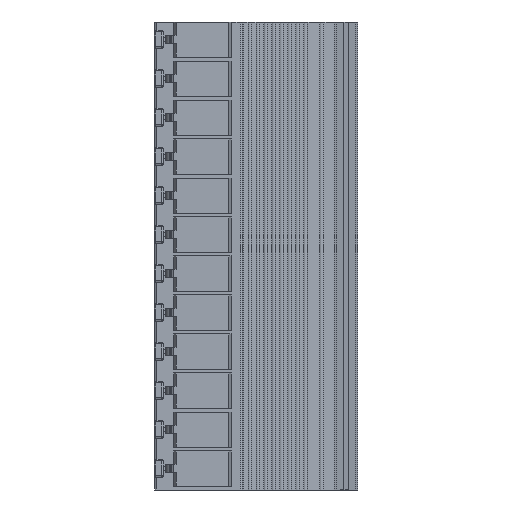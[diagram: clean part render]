
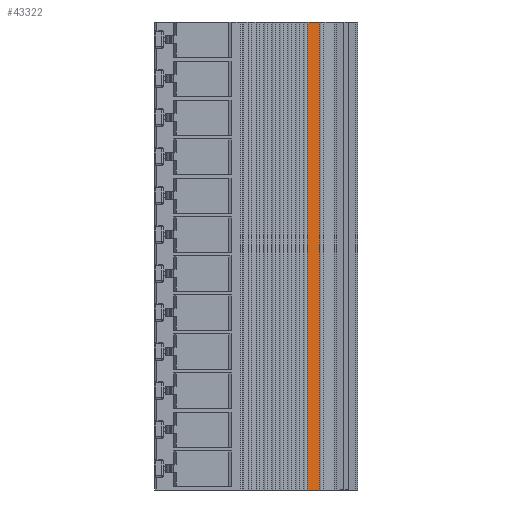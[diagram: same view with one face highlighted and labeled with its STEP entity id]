
A CAD part, front view. The second image highlights one B-rep face of the part: STEP entity #43322.
In plain terms, the highlighted planar face has unit normal (0.707, -0.707, 0).
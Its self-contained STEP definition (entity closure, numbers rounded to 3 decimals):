
#869 = CARTESIAN_POINT ( 'NONE',  ( 15.61, 27.593, 0. ) ) ;
#1576 = DIRECTION ( 'NONE',  ( 0.707, 0.707, 0. ) ) ;
#3355 = VERTEX_POINT ( 'NONE', #27769 ) ;
#3857 = VERTEX_POINT ( 'NONE', #42858 ) ;
#4323 = VERTEX_POINT ( 'NONE', #35583 ) ;
#4519 = VECTOR ( 'NONE', #27731, 1000. ) ;
#5991 = LINE ( 'NONE', #31059, #32796 ) ;
#8261 = ORIENTED_EDGE ( 'NONE', *, *, #9098, .T. ) ;
#9098 = EDGE_CURVE ( 'NONE', #9117, #4323, #46168, .T. ) ;
#9117 = VERTEX_POINT ( 'NONE', #46417 ) ;
#10679 = VECTOR ( 'NONE', #34677, 1000. ) ;
#13447 = DIRECTION ( 'NONE',  ( 0.707, -0.707, 0. ) ) ;
#16146 = ORIENTED_EDGE ( 'NONE', *, *, #31070, .T. ) ;
#16305 = CARTESIAN_POINT ( 'NONE',  ( 13.913, 25.896, 5.2 ) ) ;
#17516 = LINE ( 'NONE', #16305, #10679 ) ;
#17537 = ORIENTED_EDGE ( 'NONE', *, *, #21688, .T. ) ;
#21397 = PLANE ( 'NONE',  #41855 ) ;
#21688 = EDGE_CURVE ( 'NONE', #3355, #3857, #26199, .T. ) ;
#25323 = ORIENTED_EDGE ( 'NONE', *, *, #42225, .F. ) ;
#26199 = LINE ( 'NONE', #869, #27308 ) ;
#27308 = VECTOR ( 'NONE', #29859, 1000. ) ;
#27731 = DIRECTION ( 'NONE',  ( 0., 0., -1. ) ) ;
#27769 = CARTESIAN_POINT ( 'NONE',  ( 15.61, 27.593, -57.2 ) ) ;
#29859 = DIRECTION ( 'NONE',  ( 0., 0., 1. ) ) ;
#31059 = CARTESIAN_POINT ( 'NONE',  ( 5.441, 17.424, -57.2 ) ) ;
#31070 = EDGE_CURVE ( 'NONE', #4323, #3355, #5991, .T. ) ;
#32764 = EDGE_LOOP ( 'NONE', ( #17537, #25323, #8261, #16146 ) ) ;
#32796 = VECTOR ( 'NONE', #1576, 1000. ) ;
#34677 = DIRECTION ( 'NONE',  ( 0.707, 0.707, 0. ) ) ;
#35329 = CARTESIAN_POINT ( 'NONE',  ( 5.441, 17.424, 0. ) ) ;
#35583 = CARTESIAN_POINT ( 'NONE',  ( 13.913, 25.896, -57.2 ) ) ;
#39127 = FACE_OUTER_BOUND ( 'NONE', #32764, .T. ) ;
#41855 = AXIS2_PLACEMENT_3D ( 'NONE', #35329, #13447, #46973 ) ;
#42225 = EDGE_CURVE ( 'NONE', #9117, #3857, #17516, .T. ) ;
#42858 = CARTESIAN_POINT ( 'NONE',  ( 15.61, 27.593, 5.2 ) ) ;
#43322 = ADVANCED_FACE ( 'NONE', ( #39127 ), #21397, .T. ) ;
#45798 = CARTESIAN_POINT ( 'NONE',  ( 13.913, 25.896, 0. ) ) ;
#46168 = LINE ( 'NONE', #45798, #4519 ) ;
#46417 = CARTESIAN_POINT ( 'NONE',  ( 13.913, 25.896, 5.2 ) ) ;
#46973 = DIRECTION ( 'NONE',  ( 0.707, 0.707, 0. ) ) ;
